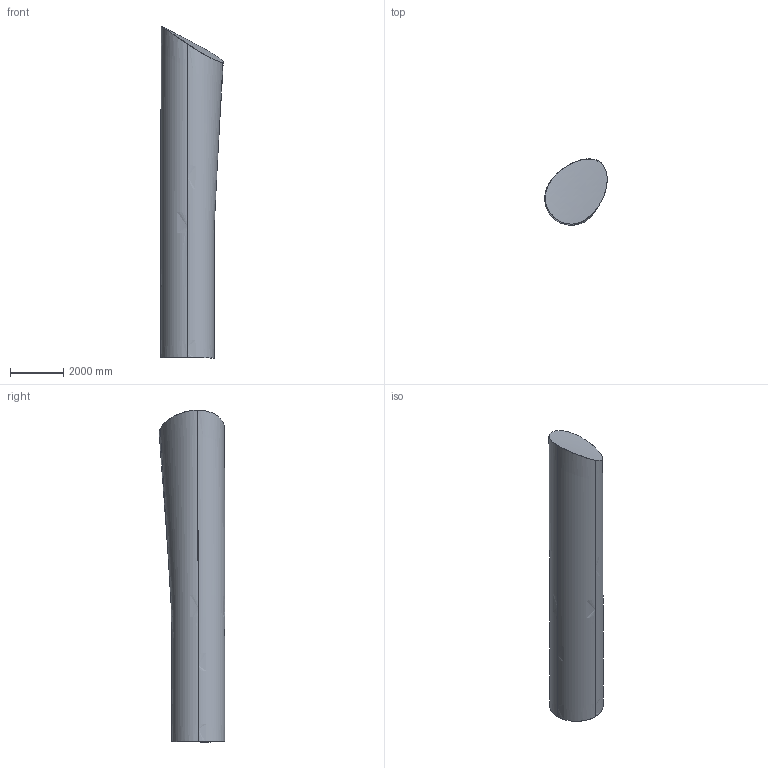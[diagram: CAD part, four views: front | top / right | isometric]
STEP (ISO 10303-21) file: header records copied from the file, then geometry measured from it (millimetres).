
FILE_DESCRIPTION(('Open CASCADE Model'),'2;1');
FILE_NAME('Open CASCADE Shape Model','2020-10-12T18:54:38',('Author'),( 'Open CASCADE'),'Open CASCADE STEP processor 7.4','Open CASCADE 7.4' ,'Unknown');
FILE_SCHEMA(('AUTOMOTIVE_DESIGN { 1 0 10303 214 1 1 1 1 }'));
Length unit declared in the file: millimetre
Products named in the file (7): Open CASCADE STEP translator 7.4 1; Open CASCADE STEP translator 7.4 1.1; Open CASCADE STEP translator 7.4 1.2; Open CASCADE STEP translator 7.4 1.3; Open CASCADE STEP translator 7.4 1.4; Open CASCADE STEP translator 7.4 1.5; Open CASCADE STEP translator 7.4 1.6
Assembly tree (6 placements, depth 2):
  Open CASCADE STEP translator 7.4 1
    Open CASCADE STEP translator 7.4 1.1
    Open CASCADE STEP translator 7.4 1.2
    Open CASCADE STEP translator 7.4 1.3
    Open CASCADE STEP translator 7.4 1.4
    Open CASCADE STEP translator 7.4 1.5
    Open CASCADE STEP translator 7.4 1.6
Bounding box: 2339.03 x 2465.43 x 12431.82 mm (x, y, z)
Surface area: 87870247.8 mm2 (no closed solid volume)
Topology: 0 solids, 6 shells, 6 faces, 6 edges, 6 vertices
Faces by surface type: bspline 6
Entity records: 6426 total; most frequent: CARTESIAN_POINT 6129, CC_DESIGN_PERSON_AND_ORGANIZATION_ASSIGNMENT 34, CC_DESIGN_DATE_AND_TIME_ASSIGNMENT 20, DIRECTION 14, PRODUCT_DEFINITION_SHAPE 13, SECURITY_CLASSIFICATION 13, CC_DESIGN_SECURITY_CLASSIFICATION 13, CC_DESIGN_APPROVAL 13
